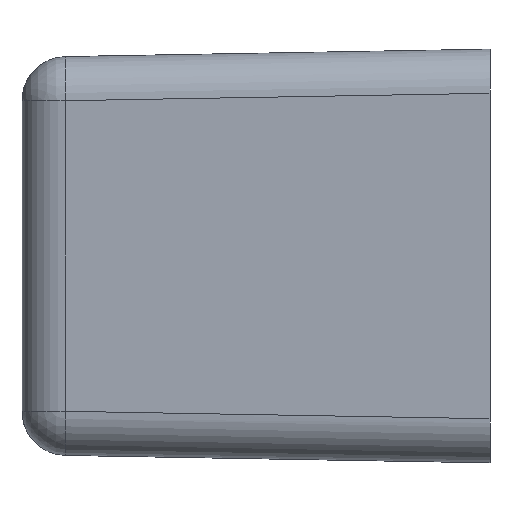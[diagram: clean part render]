
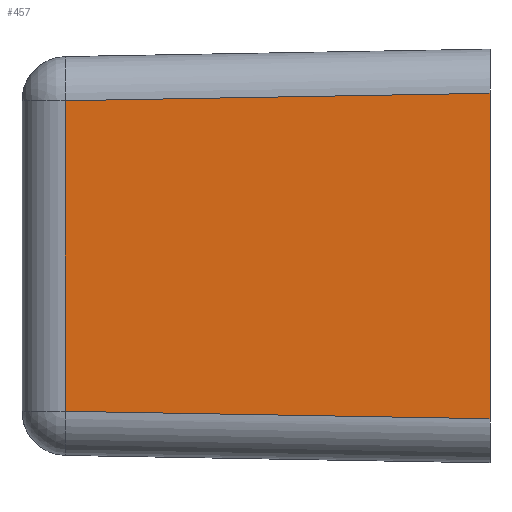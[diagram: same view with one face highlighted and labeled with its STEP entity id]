
A CAD part, front view. The second image highlights one B-rep face of the part: STEP entity #457.
In plain terms, the highlighted planar face has unit normal (-0.018, -1, 0).
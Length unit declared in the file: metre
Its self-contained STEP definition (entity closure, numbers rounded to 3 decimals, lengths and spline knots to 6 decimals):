
#75=ORIENTED_EDGE('',*,*,#206,.T.);
#76=ORIENTED_EDGE('',*,*,#207,.T.);
#77=ORIENTED_EDGE('',*,*,#208,.T.);
#78=ORIENTED_EDGE('',*,*,#191,.T.);
#191=EDGE_CURVE('',#257,#258,#295,.F.);
#206=EDGE_CURVE('',#258,#271,#305,.T.);
#207=EDGE_CURVE('',#271,#272,#306,.F.);
#208=EDGE_CURVE('',#272,#257,#307,.T.);
#257=VERTEX_POINT('',#727);
#258=VERTEX_POINT('',#728);
#271=VERTEX_POINT('',#758);
#272=VERTEX_POINT('',#760);
#295=LINE('',#726,#335);
#305=LINE('',#757,#345);
#306=LINE('',#759,#346);
#307=LINE('',#761,#347);
#335=VECTOR('',#568,1.);
#345=VECTOR('',#592,1.);
#346=VECTOR('',#593,1.);
#347=VECTOR('',#594,1.);
#376=EDGE_LOOP('',(#75,#76,#77,#78));
#410=FACE_BOUND('',#376,.T.);
#441=PLANE('',#508);
#457=ADVANCED_FACE('',(#410),#441,.T.);
#508=AXIS2_PLACEMENT_3D('',#756,#590,#591);
#568=DIRECTION('',(0.,0.,-1.));
#590=DIRECTION('',(-0.017,-1.,0.));
#591=DIRECTION('',(1.,-0.017,0.));
#592=DIRECTION('',(-1.,0.017,-0.017));
#593=DIRECTION('',(0.,0.,1.));
#594=DIRECTION('',(1.,-0.017,-0.017));
#726=CARTESIAN_POINT('',(-0.041,-0.019093,-0.004851));
#727=CARTESIAN_POINT('',(-0.041,-0.019093,-0.006493));
#728=CARTESIAN_POINT('',(-0.041,-0.019093,-0.002807));
#756=CARTESIAN_POINT('',(-0.0463,-0.019,-0.004851));
#757=CARTESIAN_POINT('',(-0.046334,-0.018999,-0.002901));
#758=CARTESIAN_POINT('',(-0.045809,-0.019009,-0.002891));
#759=CARTESIAN_POINT('',(-0.045809,-0.019009,-0.0064));
#760=CARTESIAN_POINT('',(-0.045809,-0.019009,-0.006409));
#761=CARTESIAN_POINT('',(-0.040991,-0.019093,-0.006493));
